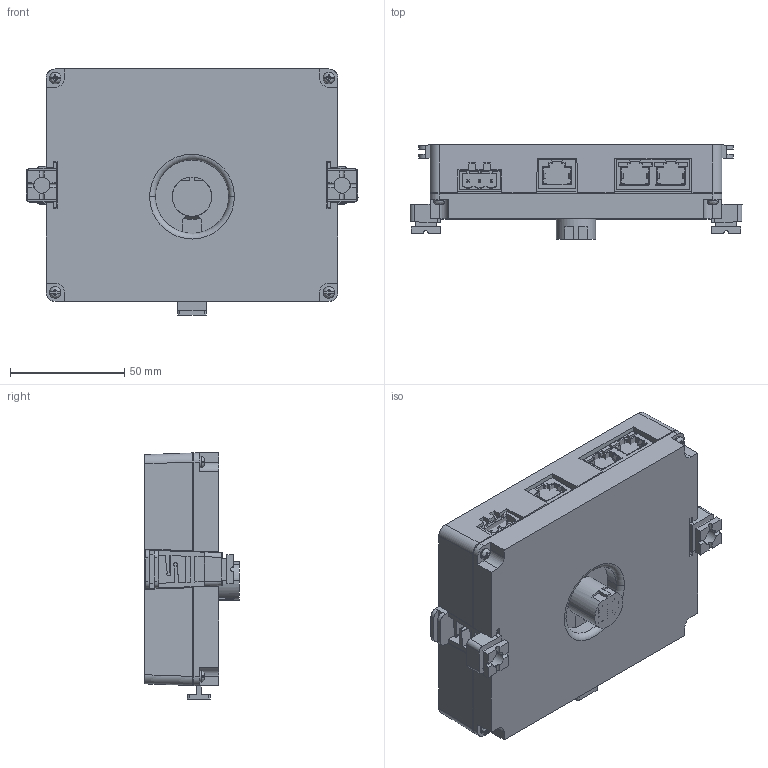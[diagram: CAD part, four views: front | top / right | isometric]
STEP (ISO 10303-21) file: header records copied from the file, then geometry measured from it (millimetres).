
FILE_DESCRIPTION((''),'2;1');
FILE_NAME('MFR6102401_ASM_SE_REAR_MODULE_0_ASM','2020-05-20T10:35:38',('danae.lavaud'),(''),'CREO PARAMETRIC BY PTC INC, 2018260','CREO PARAMETRIC BY PTC INC, 2018260','');
FILE_SCHEMA(('AUTOMOTIVE_DESIGN { 1 0 10303 214 1 1 1 1 }'));
Products named in the file (28): MFR6004601_1_1_1_1_1_1; PRT0005_3_1_1_1_1_1; PRT0005_3_2_1_1_1_1; PRT0005_3_ASM_1_ASM_1_ASM_1_ASM_ASM; PRT0006_3_1_1_1_1; PRT0007_1_1_1_1_1_1; PRT0007_1_2_1_1_1_1; PRT0007_1_3_1_1_1_1; PRT0007_1_4_1_1_1_1; PRT0007_1_ASM_1_ASM_1_ASM_1_ASM_ASM; PRT0008_1_1_1_1_1_1; PRT0008_1_2_1_1_1_1; PRT0008_1_ASM_1_ASM_1_ASM_1_ASM_ASM; PRT0009_2_1_1_1_1; SIMPLIFIED_ASM_3_ASM_1_ASM_1_AS_ASM; HUA20681_COPY_1_1_1_1_1; C-6368214-8-A-3D_COPY_1_1_1_1_1; HUA19867_MIG17_1_1_1_1_1; BBV5932501_1_1_1_1_1; AURORA_MICROB_1_1_1_1_1; 1CNR005385_MIG17_1_1_1_1_1; PRT0005_1_1_1_1_1; AU2_22_REAR_MODULE_PCB_ASM_1__1_ASM; PRT0006_1_1_1_1_1; PRT0006_1_2_1_1_1; PRT0006_1_ASM_1_ASM_1_ASM_1_ASM; ASM0002_ASM_1_ASM_1_ASM_1_ASM_1_ASM; MFR6102401_ASM_SE_REAR_MODULE_0_ASM
Assembly tree (27 placements, depth 5):
  MFR6102401_ASM_SE_REAR_MODULE_0_ASM
    ASM0002_ASM_1_ASM_1_ASM_1_ASM_1_ASM
      SIMPLIFIED_ASM_3_ASM_1_ASM_1_AS_ASM
        MFR6004601_1_1_1_1_1_1
        PRT0005_3_ASM_1_ASM_1_ASM_1_ASM_ASM
          PRT0005_3_1_1_1_1_1
          PRT0005_3_2_1_1_1_1
        PRT0006_3_1_1_1_1
        PRT0007_1_ASM_1_ASM_1_ASM_1_ASM_ASM
          PRT0007_1_1_1_1_1_1
          PRT0007_1_2_1_1_1_1
          PRT0007_1_3_1_1_1_1
          PRT0007_1_4_1_1_1_1
        PRT0008_1_ASM_1_ASM_1_ASM_1_ASM_ASM
          PRT0008_1_1_1_1_1_1
          PRT0008_1_2_1_1_1_1
        PRT0009_2_1_1_1_1
      AU2_22_REAR_MODULE_PCB_ASM_1__1_ASM
        HUA20681_COPY_1_1_1_1_1
        C-6368214-8-A-3D_COPY_1_1_1_1_1
        HUA19867_MIG17_1_1_1_1_1
        BBV5932501_1_1_1_1_1
        AURORA_MICROB_1_1_1_1_1
        1CNR005385_MIG17_1_1_1_1_1
        PRT0005_1_1_1_1_1
      PRT0006_1_ASM_1_ASM_1_ASM_1_ASM
        PRT0006_1_1_1_1_1
        PRT0006_1_2_1_1_1
Bounding box: 145.6 x 41.43 x 107.93 mm (x, y, z)
Volume: 406177.5 mm3; surface area: 96519.1 mm2
Topology: 20 solids, 20 shells, 2621 faces, 7164 edges, 4654 vertices
Faces by surface type: plane 2123, cylinder 429, cone 30, extrusion 24, bspline 13, torus 2
Entity records: 85249 total; most frequent: CARTESIAN_POINT 16699, ORIENTED_EDGE 14328, DIRECTION 13294, EDGE_CURVE 7164, VECTOR 5906, LINE 5882, VERTEX_POINT 4654, AXIS2_PLACEMENT_3D 3694
